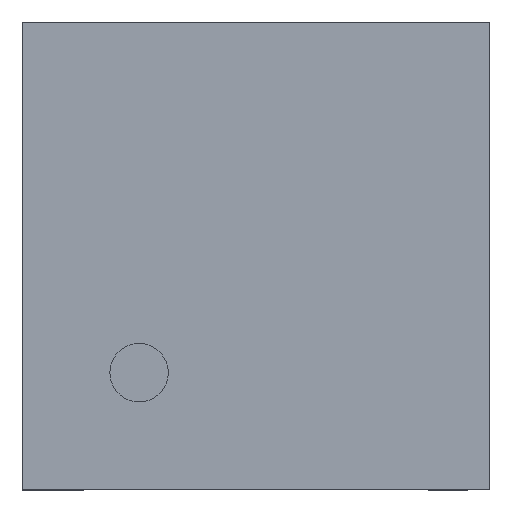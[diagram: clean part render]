
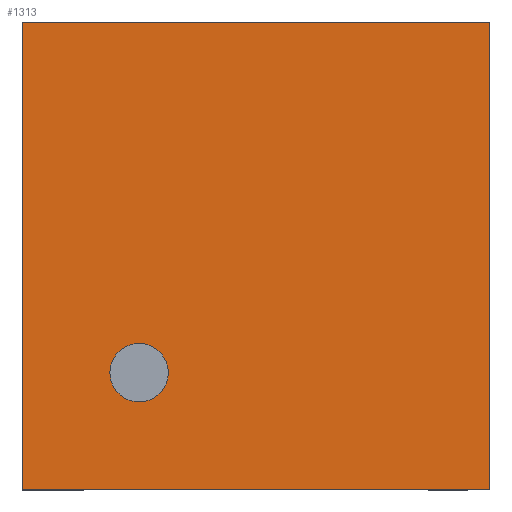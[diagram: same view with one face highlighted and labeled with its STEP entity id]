
A CAD part, top view. The second image highlights one B-rep face of the part: STEP entity #1313.
In plain terms, the highlighted planar face has unit normal (0, 0, 1).
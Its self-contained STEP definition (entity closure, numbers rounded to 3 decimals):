
#25 = ORIENTED_EDGE ( 'NONE', *, *, #1301, .T. ) ;
#50 = DIRECTION ( 'NONE',  ( 0., 0., 1. ) ) ;
#79 = VERTEX_POINT ( 'NONE', #678 ) ;
#156 = EDGE_CURVE ( 'NONE', #1458, #491, #712, .T. ) ;
#164 = LINE ( 'NONE', #506, #1523 ) ;
#165 = CARTESIAN_POINT ( 'NONE',  ( -0.2, -0.2, 0.38 ) ) ;
#208 = VECTOR ( 'NONE', #1660, 1000. ) ;
#244 = DIRECTION ( 'NONE',  ( 0., 1., 0. ) ) ;
#299 = CARTESIAN_POINT ( 'NONE',  ( 0.4, 0.4, 0.38 ) ) ;
#309 = ORIENTED_EDGE ( 'NONE', *, *, #1056, .T. ) ;
#337 = CARTESIAN_POINT ( 'NONE',  ( 0., 0., 0.38 ) ) ;
#360 = DIRECTION ( 'NONE',  ( 0., 0., -1. ) ) ;
#405 = AXIS2_PLACEMENT_3D ( 'NONE', #337, #360, #1775 ) ;
#465 = CARTESIAN_POINT ( 'NONE',  ( -0.2, -0.2, 0.38 ) ) ;
#481 = EDGE_CURVE ( 'NONE', #940, #79, #164, .T. ) ;
#491 = VERTEX_POINT ( 'NONE', #567 ) ;
#506 = CARTESIAN_POINT ( 'NONE',  ( -0.4, -0.4, 0.38 ) ) ;
#515 = CIRCLE ( 'NONE', #1645, 0.05 ) ;
#567 = CARTESIAN_POINT ( 'NONE',  ( 0.4, 0.4, 0.38 ) ) ;
#600 = CARTESIAN_POINT ( 'NONE',  ( -0.4, 0.4, 0.38 ) ) ;
#636 = DIRECTION ( 'NONE',  ( 0., 0., 1. ) ) ;
#655 = VERTEX_POINT ( 'NONE', #1014 ) ;
#678 = CARTESIAN_POINT ( 'NONE',  ( -0.4, -0.4, 0.38 ) ) ;
#688 = CARTESIAN_POINT ( 'NONE',  ( 0.4, -0.4, 0.38 ) ) ;
#712 = LINE ( 'NONE', #299, #1310 ) ;
#733 = ORIENTED_EDGE ( 'NONE', *, *, #156, .T. ) ;
#862 = CIRCLE ( 'NONE', #1454, 0.05 ) ;
#924 = DIRECTION ( 'NONE',  ( 1., 0., 0. ) ) ;
#940 = VERTEX_POINT ( 'NONE', #600 ) ;
#943 = PLANE ( 'NONE',  #405 ) ;
#982 = CARTESIAN_POINT ( 'NONE',  ( -0.15, -0.2, 0.38 ) ) ;
#984 = EDGE_LOOP ( 'NONE', ( #733, #309, #1577, #25 ) ) ;
#1014 = CARTESIAN_POINT ( 'NONE',  ( -0.25, -0.2, 0.38 ) ) ;
#1056 = EDGE_CURVE ( 'NONE', #491, #940, #1109, .T. ) ;
#1094 = DIRECTION ( 'NONE',  ( 1., 0., 0. ) ) ;
#1109 = LINE ( 'NONE', #1204, #208 ) ;
#1117 = CARTESIAN_POINT ( 'NONE',  ( 0.4, -0.4, 0.38 ) ) ;
#1150 = VERTEX_POINT ( 'NONE', #982 ) ;
#1204 = CARTESIAN_POINT ( 'NONE',  ( -0.4, 0.4, 0.38 ) ) ;
#1219 = FACE_OUTER_BOUND ( 'NONE', #984, .T. ) ;
#1272 = FACE_BOUND ( 'NONE', #1819, .T. ) ;
#1294 = DIRECTION ( 'NONE',  ( 0., -1., 0. ) ) ;
#1301 = EDGE_CURVE ( 'NONE', #79, #1458, #1486, .T. ) ;
#1310 = VECTOR ( 'NONE', #244, 1000. ) ;
#1313 = ADVANCED_FACE ( 'NONE', ( #1272, #1219 ), #943, .F. ) ;
#1360 = EDGE_CURVE ( 'NONE', #655, #1150, #862, .T. ) ;
#1386 = EDGE_CURVE ( 'NONE', #1150, #655, #515, .T. ) ;
#1440 = ORIENTED_EDGE ( 'NONE', *, *, #1360, .F. ) ;
#1454 = AXIS2_PLACEMENT_3D ( 'NONE', #465, #50, #1619 ) ;
#1458 = VERTEX_POINT ( 'NONE', #688 ) ;
#1486 = LINE ( 'NONE', #1117, #1621 ) ;
#1523 = VECTOR ( 'NONE', #1294, 1000. ) ;
#1577 = ORIENTED_EDGE ( 'NONE', *, *, #481, .T. ) ;
#1619 = DIRECTION ( 'NONE',  ( 1., 0., 0. ) ) ;
#1621 = VECTOR ( 'NONE', #924, 1000. ) ;
#1645 = AXIS2_PLACEMENT_3D ( 'NONE', #165, #636, #1094 ) ;
#1660 = DIRECTION ( 'NONE',  ( -1., 0., 0. ) ) ;
#1705 = ORIENTED_EDGE ( 'NONE', *, *, #1386, .F. ) ;
#1775 = DIRECTION ( 'NONE',  ( -1., 0., 0. ) ) ;
#1819 = EDGE_LOOP ( 'NONE', ( #1705, #1440 ) ) ;
